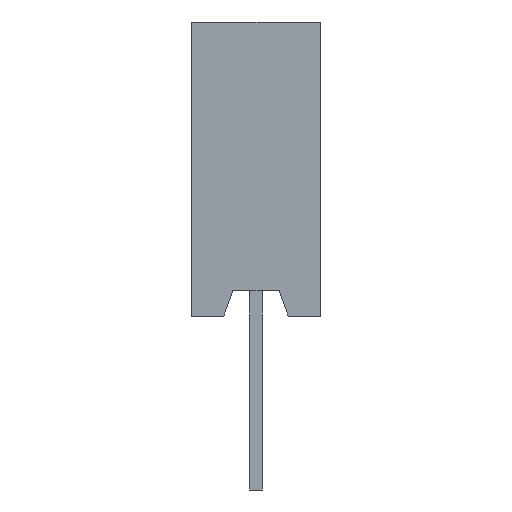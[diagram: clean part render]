
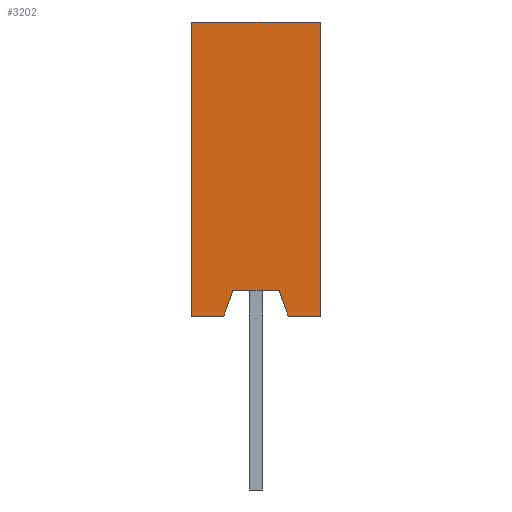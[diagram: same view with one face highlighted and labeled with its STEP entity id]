
A CAD part, left-side view. The second image highlights one B-rep face of the part: STEP entity #3202.
In plain terms, the highlighted free-form (B-spline) face has degree [1, 1] with [2, 2] control points.
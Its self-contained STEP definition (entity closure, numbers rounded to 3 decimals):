
#3139=(
BOUNDED_SURFACE()
B_SPLINE_SURFACE(1,1,((#3140,#3141),(#3142,#3143)),.UNSPECIFIED.,.F.,.F.,.F.)
B_SPLINE_SURFACE_WITH_KNOTS((2,2),(2,2),(0.000,1.000),(0.000,1.000),.UNSPECIFIED.)
GEOMETRIC_REPRESENTATION_ITEM()
RATIONAL_B_SPLINE_SURFACE(((1.,1.),(1.,1.)))
REPRESENTATION_ITEM('')
SURFACE()
);
#3140=CARTESIAN_POINT('',(-25.4,-2.54,0.));
#3141=CARTESIAN_POINT('',(-25.4,0.,0.));
#3142=CARTESIAN_POINT('',(-25.4,-2.54,5.8));
#3143=CARTESIAN_POINT('',(-25.4,0.,5.8));
#3144=CARTESIAN_POINT('',(-25.4,-2.54,0.));
#3145=VERTEX_POINT('',#3144);
#3146=(
BOUNDED_CURVE()
B_SPLINE_CURVE(1,(#3147,#3148),.UNSPECIFIED.,.F.,.F.)
B_SPLINE_CURVE_WITH_KNOTS((2,2),(0.000,1.000),.UNSPECIFIED.)
CURVE()
GEOMETRIC_REPRESENTATION_ITEM()
RATIONAL_B_SPLINE_CURVE((1.,1.))
REPRESENTATION_ITEM('')
);
#3147=CARTESIAN_POINT('',(-25.4,-2.54,0.));
#3148=CARTESIAN_POINT('',(-25.4,-1.905,0.));
#3149=CARTESIAN_POINT('',(-25.4,-1.905,0.));
#3150=VERTEX_POINT('',#3149);
#3151=EDGE_CURVE('',#3145,#3150,#3146,.T.);
#3152=ORIENTED_EDGE('',*,*,#3151,.T.);
#3153=(
BOUNDED_CURVE()
B_SPLINE_CURVE(1,(#3154,#3155),.UNSPECIFIED.,.F.,.F.)
B_SPLINE_CURVE_WITH_KNOTS((2,2),(0.000,1.000),.UNSPECIFIED.)
CURVE()
GEOMETRIC_REPRESENTATION_ITEM()
RATIONAL_B_SPLINE_CURVE((1.,1.))
REPRESENTATION_ITEM('')
);
#3154=CARTESIAN_POINT('',(-25.4,-1.905,0.));
#3155=CARTESIAN_POINT('',(-25.4,-1.725,0.51));
#3156=CARTESIAN_POINT('',(-25.4,-1.725,0.51));
#3157=VERTEX_POINT('',#3156);
#3158=EDGE_CURVE('',#3150,#3157,#3153,.T.);
#3159=ORIENTED_EDGE('',*,*,#3158,.T.);
#3160=(
BOUNDED_CURVE()
B_SPLINE_CURVE(1,(#3161,#3162),.UNSPECIFIED.,.F.,.F.)
B_SPLINE_CURVE_WITH_KNOTS((2,2),(0.000,1.000),.UNSPECIFIED.)
CURVE()
GEOMETRIC_REPRESENTATION_ITEM()
RATIONAL_B_SPLINE_CURVE((1.,1.))
REPRESENTATION_ITEM('')
);
#3161=CARTESIAN_POINT('',(-25.4,-1.725,0.51));
#3162=CARTESIAN_POINT('',(-25.4,-0.815,0.51));
#3163=CARTESIAN_POINT('',(-25.4,-0.815,0.51));
#3164=VERTEX_POINT('',#3163);
#3165=EDGE_CURVE('',#3157,#3164,#3160,.T.);
#3166=ORIENTED_EDGE('',*,*,#3165,.T.);
#3167=(
BOUNDED_CURVE()
B_SPLINE_CURVE(1,(#3168,#3169),.UNSPECIFIED.,.F.,.F.)
B_SPLINE_CURVE_WITH_KNOTS((2,2),(0.000,1.000),.UNSPECIFIED.)
CURVE()
GEOMETRIC_REPRESENTATION_ITEM()
RATIONAL_B_SPLINE_CURVE((1.,1.))
REPRESENTATION_ITEM('')
);
#3168=CARTESIAN_POINT('',(-25.4,-0.815,0.51));
#3169=CARTESIAN_POINT('',(-25.4,-0.635,0.));
#3170=CARTESIAN_POINT('',(-25.4,-0.635,0.));
#3171=VERTEX_POINT('',#3170);
#3172=EDGE_CURVE('',#3164,#3171,#3167,.T.);
#3173=ORIENTED_EDGE('',*,*,#3172,.T.);
#3174=(
BOUNDED_CURVE()
B_SPLINE_CURVE(1,(#3175,#3176),.UNSPECIFIED.,.F.,.F.)
B_SPLINE_CURVE_WITH_KNOTS((2,2),(0.000,1.000),.UNSPECIFIED.)
CURVE()
GEOMETRIC_REPRESENTATION_ITEM()
RATIONAL_B_SPLINE_CURVE((1.,1.))
REPRESENTATION_ITEM('')
);
#3175=CARTESIAN_POINT('',(-25.4,-0.635,0.));
#3176=CARTESIAN_POINT('',(-25.4,0.,0.));
#3177=CARTESIAN_POINT('',(-25.4,0.,0.));
#3178=VERTEX_POINT('',#3177);
#3179=EDGE_CURVE('',#3171,#3178,#3174,.T.);
#3180=ORIENTED_EDGE('',*,*,#3179,.T.);
#3181=(
BOUNDED_CURVE()
B_SPLINE_CURVE(1,(#3182,#3183),.UNSPECIFIED.,.F.,.F.)
B_SPLINE_CURVE_WITH_KNOTS((2,2),(0.000,1.000),.UNSPECIFIED.)
CURVE()
GEOMETRIC_REPRESENTATION_ITEM()
RATIONAL_B_SPLINE_CURVE((1.,1.))
REPRESENTATION_ITEM('')
);
#3182=CARTESIAN_POINT('',(-25.4,0.,0.));
#3183=CARTESIAN_POINT('',(-25.4,0.,5.8));
#3184=CARTESIAN_POINT('',(-25.4,0.,5.8));
#3185=VERTEX_POINT('',#3184);
#3186=EDGE_CURVE('',#3178,#3185,#3181,.T.);
#3187=ORIENTED_EDGE('',*,*,#3186,.T.);
#3188=(
BOUNDED_CURVE()
B_SPLINE_CURVE(1,(#3189,#3190),.UNSPECIFIED.,.F.,.F.)
B_SPLINE_CURVE_WITH_KNOTS((2,2),(0.000,1.000),.UNSPECIFIED.)
CURVE()
GEOMETRIC_REPRESENTATION_ITEM()
RATIONAL_B_SPLINE_CURVE((1.,1.))
REPRESENTATION_ITEM('')
);
#3189=CARTESIAN_POINT('',(-25.4,0.,5.8));
#3190=CARTESIAN_POINT('',(-25.4,-2.54,5.8));
#3191=CARTESIAN_POINT('',(-25.4,-2.54,5.8));
#3192=VERTEX_POINT('',#3191);
#3193=EDGE_CURVE('',#3185,#3192,#3188,.T.);
#3194=ORIENTED_EDGE('',*,*,#3193,.T.);
#3195=(
BOUNDED_CURVE()
B_SPLINE_CURVE(1,(#3196,#3197),.UNSPECIFIED.,.F.,.F.)
B_SPLINE_CURVE_WITH_KNOTS((2,2),(0.000,1.000),.UNSPECIFIED.)
CURVE()
GEOMETRIC_REPRESENTATION_ITEM()
RATIONAL_B_SPLINE_CURVE((1.,1.))
REPRESENTATION_ITEM('')
);
#3196=CARTESIAN_POINT('',(-25.4,-2.54,5.8));
#3197=CARTESIAN_POINT('',(-25.4,-2.54,0.));
#3198=EDGE_CURVE('',#3192,#3145,#3195,.T.);
#3199=ORIENTED_EDGE('',*,*,#3198,.T.);
#3200=EDGE_LOOP('',(#3152,#3159,#3166,#3173,#3180,#3187,#3194,#3199));
#3201=FACE_OUTER_BOUND('',#3200,.T.);
#3202=ADVANCED_FACE('',(#3201),#3139,.T.);
